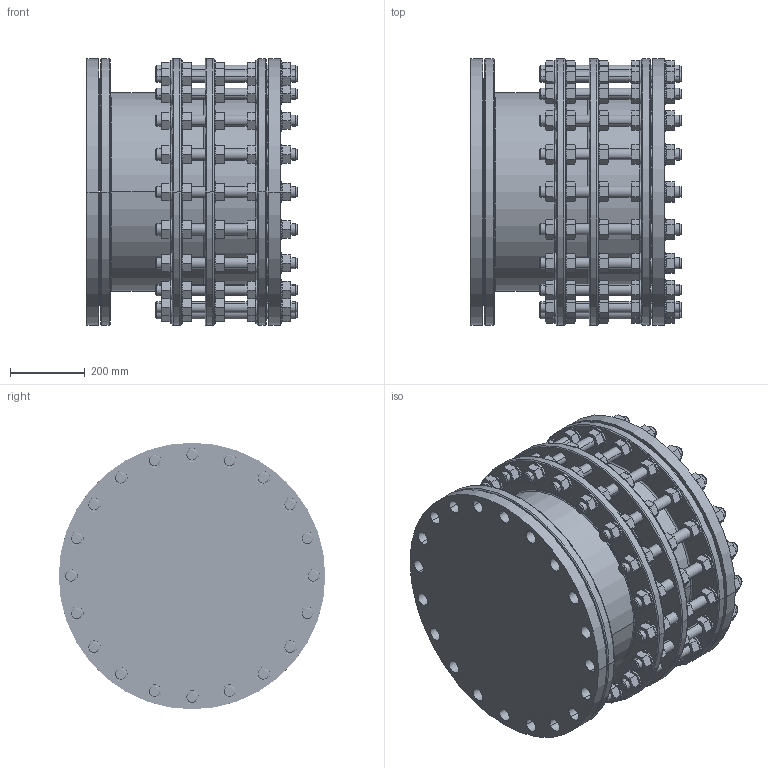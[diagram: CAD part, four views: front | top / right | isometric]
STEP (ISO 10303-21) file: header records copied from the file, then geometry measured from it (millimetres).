
FILE_DESCRIPTION((''),'2;1');
FILE_NAME('PAS30-DN500-PN16_M','2019-05-22T',('pchinta'),(''),'PRO/ENGINEER BY PARAMETRIC TECHNOLOGY CORPORATION, 2015030','PRO/ENGINEER BY PARAMETRIC TECHNOLOGY CORPORATION, 2015030','');
FILE_SCHEMA(('CONFIG_CONTROL_DESIGN'));
Length unit declared in the file: millimetre
Products named in the file (1): PAS30-DN500-PN16_M
Bounding box: 563.75 x 715 x 715 mm (x, y, z)
Volume: 56983294 mm3; surface area: 6214347.2 mm2
Topology: 2 solids, 3 shells, 2663 faces, 6064 edges, 3755 vertices
Faces by surface type: plane 982, cone 872, cylinder 712, torus 92, bspline 5
Entity records: 93890 total; most frequent: CARTESIAN_POINT 33766, DIRECTION 12816, ORIENTED_EDGE 12128, EDGE_CURVE 6064, AXIS2_PLACEMENT_3D 5316, VERTEX_POINT 3755, EDGE_LOOP 3213, FACE_OUTER_BOUND 2663
